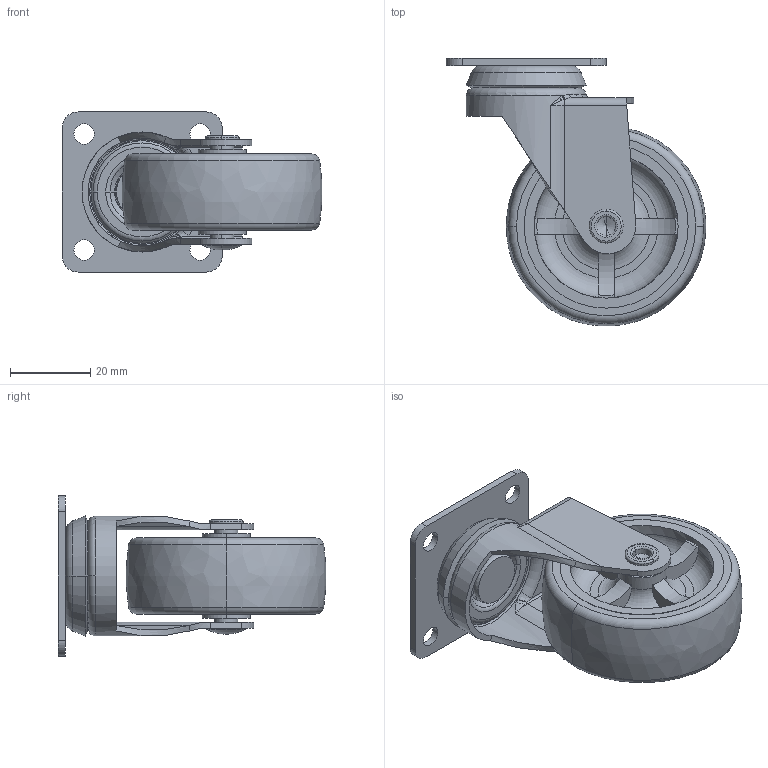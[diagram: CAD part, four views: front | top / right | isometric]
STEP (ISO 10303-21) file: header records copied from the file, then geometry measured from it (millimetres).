
FILE_DESCRIPTION((''),'2;1');
FILE_NAME('F25-050-1543-50_ASM','2016-12-02T',('N6003'),(''),'CREO PARAMETRIC BY PTC INC, 2014440','CREO PARAMETRIC BY PTC INC, 2014440','');
FILE_SCHEMA(('AUTOMOTIVE_DESIGN { 1 0 10303 214 1 1 1 1 }'));
Length unit declared in the file: millimetre
Products named in the file (8): 50HOUSING; 5BALLS; SHANGBOPAN30; 40PLATE; MAODING-DUAN; MAODING26; 50WHEEL; F25-050-1543-50_ASM
Assembly tree (7 placements, depth 2):
  F25-050-1543-50_ASM
    50HOUSING
    5BALLS
    SHANGBOPAN30
    40PLATE
    MAODING-DUAN
    MAODING26
    50WHEEL
Bounding box: 64.93 x 66.93 x 40 mm (x, y, z)
Volume: 36040.3 mm3; surface area: 22830.9 mm2
Topology: 18 solids, 18 shells, 305 faces, 744 edges, 439 vertices
Faces by surface type: plane 90, torus 72, cylinder 63, cone 30, sphere 26, bspline 24
Entity records: 10906 total; most frequent: CARTESIAN_POINT 3243, DIRECTION 1526, ORIENTED_EDGE 1384, EDGE_CURVE 692, AXIS2_PLACEMENT_3D 654, VERTEX_POINT 439, CIRCLE 358, EDGE_LOOP 341
